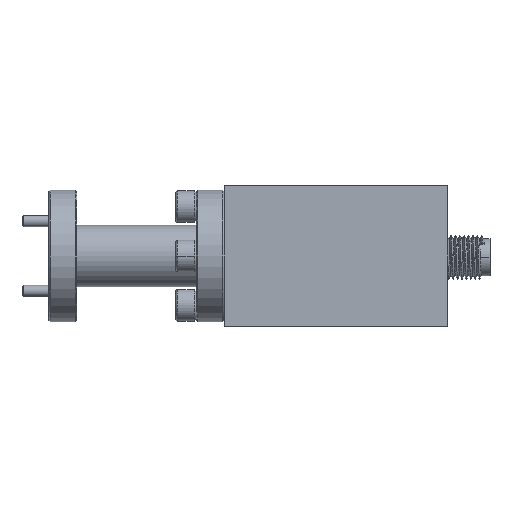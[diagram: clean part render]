
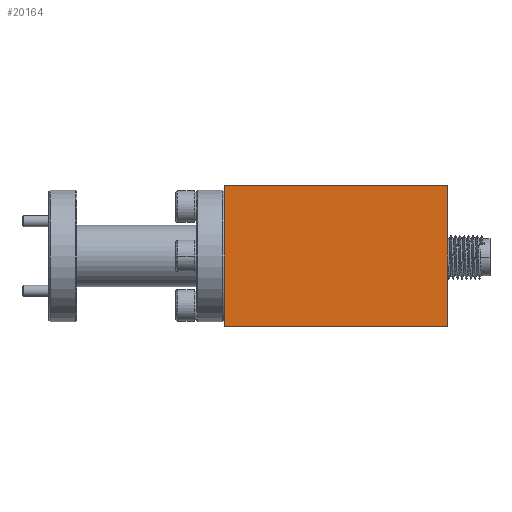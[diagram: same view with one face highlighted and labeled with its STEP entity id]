
A CAD part, left-side view. The second image highlights one B-rep face of the part: STEP entity #20164.
In plain terms, the highlighted planar face has unit normal (-1, 0, 0).
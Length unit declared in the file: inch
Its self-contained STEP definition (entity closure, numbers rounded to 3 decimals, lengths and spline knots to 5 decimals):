
#175 = EDGE_CURVE ( 'NONE', #22770, #19702, #14585, .T. ) ;
#314 = CARTESIAN_POINT ( 'NONE',  ( -2.971, -0.21031, 1.33892 ) ) ;
#800 = CARTESIAN_POINT ( 'NONE',  ( -2.971, 1.06469, 0.53892 ) ) ;
#852 = CARTESIAN_POINT ( 'NONE',  ( -2.971, 1.06469, 0.53892 ) ) ;
#2815 = VECTOR ( 'NONE', #23986, 39.37008 ) ;
#2887 = ORIENTED_EDGE ( 'NONE', *, *, #15991, .F. ) ;
#3471 = CARTESIAN_POINT ( 'NONE',  ( -2.971, -0.21031, 1.33892 ) ) ;
#3647 = VERTEX_POINT ( 'NONE', #6321 ) ;
#4097 = CARTESIAN_POINT ( 'NONE',  ( -2.971, 1.06469, 1.33892 ) ) ;
#4130 = ORIENTED_EDGE ( 'NONE', *, *, #16711, .F. ) ;
#4158 = VECTOR ( 'NONE', #10908, 39.37008 ) ;
#5718 = VECTOR ( 'NONE', #25725, 39.37008 ) ;
#6321 = CARTESIAN_POINT ( 'NONE',  ( -2.971, -0.21031, 0.53892 ) ) ;
#7072 = VECTOR ( 'NONE', #15767, 39.37008 ) ;
#9057 = PLANE ( 'NONE',  #16791 ) ;
#9341 = DIRECTION ( 'NONE',  ( 0., 0., -1. ) ) ;
#10846 = EDGE_CURVE ( 'NONE', #26526, #19702, #24515, .T. ) ;
#10908 = DIRECTION ( 'NONE',  ( 0., 1., 0. ) ) ;
#14585 = LINE ( 'NONE', #14997, #5718 ) ;
#14997 = CARTESIAN_POINT ( 'NONE',  ( -2.971, 0.42719, 1.33892 ) ) ;
#15478 = LINE ( 'NONE', #314, #2815 ) ;
#15767 = DIRECTION ( 'NONE',  ( 0., 0., 1. ) ) ;
#15991 = EDGE_CURVE ( 'NONE', #22770, #3647, #15478, .T. ) ;
#16711 = EDGE_CURVE ( 'NONE', #3647, #26526, #21943, .T. ) ;
#16791 = AXIS2_PLACEMENT_3D ( 'NONE', #19823, #17877, #9341 ) ;
#17877 = DIRECTION ( 'NONE',  ( 1., 0., 0. ) ) ;
#19250 = ORIENTED_EDGE ( 'NONE', *, *, #10846, .F. ) ;
#19702 = VERTEX_POINT ( 'NONE', #4097 ) ;
#19823 = CARTESIAN_POINT ( 'NONE',  ( -2.971, 0.06319, 0.53892 ) ) ;
#20164 = ADVANCED_FACE ( 'NONE', ( #21937 ), #9057, .F. ) ;
#21525 = ORIENTED_EDGE ( 'NONE', *, *, #175, .T. ) ;
#21822 = CARTESIAN_POINT ( 'NONE',  ( -2.971, 0.06319, 0.53892 ) ) ;
#21937 = FACE_OUTER_BOUND ( 'NONE', #26170, .T. ) ;
#21943 = LINE ( 'NONE', #21822, #4158 ) ;
#22770 = VERTEX_POINT ( 'NONE', #3471 ) ;
#23986 = DIRECTION ( 'NONE',  ( 0., 0., -1. ) ) ;
#24515 = LINE ( 'NONE', #852, #7072 ) ;
#25725 = DIRECTION ( 'NONE',  ( 0., 1., 0. ) ) ;
#26170 = EDGE_LOOP ( 'NONE', ( #4130, #2887, #21525, #19250 ) ) ;
#26526 = VERTEX_POINT ( 'NONE', #800 ) ;
